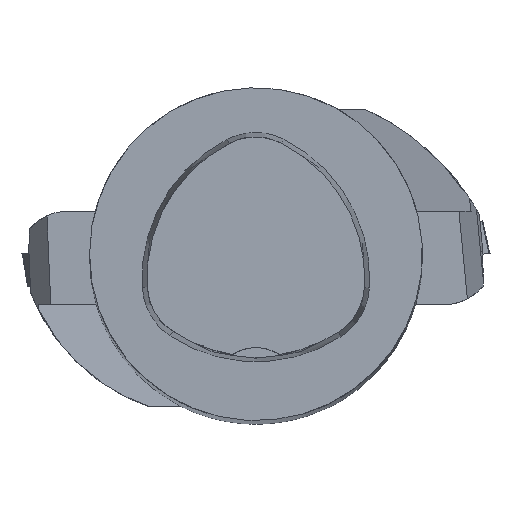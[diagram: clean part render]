
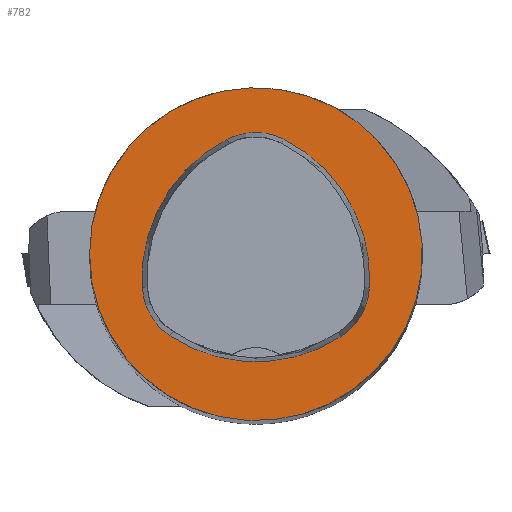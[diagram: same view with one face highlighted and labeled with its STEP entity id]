
A CAD part, top view. The second image highlights one B-rep face of the part: STEP entity #782.
In plain terms, the highlighted planar face has unit normal (0, 0, 1).
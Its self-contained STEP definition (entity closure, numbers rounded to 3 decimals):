
#415=FACE_BOUND('',#1299,.T.);
#416=FACE_BOUND('',#1300,.T.);
#623=CIRCLE('',#4048,16.);
#624=CIRCLE('',#4054,15.);
#626=CIRCLE('',#4057,6.);
#628=CIRCLE('',#4060,15.);
#630=CIRCLE('',#4063,6.);
#634=CIRCLE('',#4068,15.);
#636=CIRCLE('',#4071,6.);
#782=ADVANCED_FACE('',(#415,#416),#928,.T.);
#928=PLANE('',#4076);
#1299=EDGE_LOOP('',(#2075,#2076,#2077,#2078,#2079,#2080));
#1300=EDGE_LOOP('',(#2081));
#2075=ORIENTED_EDGE('',*,*,#3007,.T.);
#2076=ORIENTED_EDGE('',*,*,#2987,.T.);
#2077=ORIENTED_EDGE('',*,*,#2991,.T.);
#2078=ORIENTED_EDGE('',*,*,#2994,.T.);
#2079=ORIENTED_EDGE('',*,*,#2997,.T.);
#2080=ORIENTED_EDGE('',*,*,#3005,.T.);
#2081=ORIENTED_EDGE('',*,*,#2968,.F.);
#2547=VERTEX_POINT('',#6194);
#2564=VERTEX_POINT('',#6267);
#2565=VERTEX_POINT('',#6268);
#2568=VERTEX_POINT('',#6276);
#2570=VERTEX_POINT('',#6282);
#2572=VERTEX_POINT('',#6288);
#2579=VERTEX_POINT('',#6309);
#2968=EDGE_CURVE('',#2547,#2547,#623,.T.);
#2987=EDGE_CURVE('',#2564,#2565,#624,.T.);
#2991=EDGE_CURVE('',#2565,#2568,#626,.T.);
#2994=EDGE_CURVE('',#2568,#2570,#628,.T.);
#2997=EDGE_CURVE('',#2570,#2572,#630,.T.);
#3005=EDGE_CURVE('',#2572,#2579,#634,.T.);
#3007=EDGE_CURVE('',#2579,#2564,#636,.T.);
#4048=AXIS2_PLACEMENT_3D('',#6193,#4780,#4781);
#4054=AXIS2_PLACEMENT_3D('',#6266,#4802,#4803);
#4057=AXIS2_PLACEMENT_3D('',#6275,#4810,#4811);
#4060=AXIS2_PLACEMENT_3D('',#6281,#4817,#4818);
#4063=AXIS2_PLACEMENT_3D('',#6287,#4824,#4825);
#4068=AXIS2_PLACEMENT_3D('',#6310,#4836,#4837);
#4071=AXIS2_PLACEMENT_3D('',#6313,#4842,#4843);
#4076=AXIS2_PLACEMENT_3D('',#6318,#4852,#4853);
#4780=DIRECTION('',(0.,0.,-1.));
#4781=DIRECTION('',(-1.,0.,0.));
#4802=DIRECTION('',(0.,0.,-1.));
#4803=DIRECTION('',(-1.,0.,0.));
#4810=DIRECTION('',(0.,0.,-1.));
#4811=DIRECTION('',(-1.,0.,0.));
#4817=DIRECTION('',(0.,0.,-1.));
#4818=DIRECTION('',(-1.,0.,0.));
#4824=DIRECTION('',(0.,0.,-1.));
#4825=DIRECTION('',(-1.,0.,0.));
#4836=DIRECTION('',(0.,0.,-1.));
#4837=DIRECTION('',(-1.,0.,0.));
#4842=DIRECTION('',(0.,0.,-1.));
#4843=DIRECTION('',(-1.,0.,0.));
#4852=DIRECTION('',(0.,0.,1.));
#4853=DIRECTION('',(-1.,0.,0.));
#6193=CARTESIAN_POINT('',(0.,0.,0.));
#6194=CARTESIAN_POINT('',(-16.,0.,0.));
#6266=CARTESIAN_POINT('',(4.048,-2.316,0.));
#6267=CARTESIAN_POINT('',(-10.926,-3.206,0.));
#6268=CARTESIAN_POINT('',(-2.774,11.043,0.));
#6275=CARTESIAN_POINT('',(-0.045,5.7,0.));
#6276=CARTESIAN_POINT('',(2.638,11.066,0.));
#6281=CARTESIAN_POINT('',(-4.07,-2.35,0.));
#6282=CARTESIAN_POINT('',(10.903,-3.249,0.));
#6287=CARTESIAN_POINT('',(4.914,-2.889,0.));
#6288=CARTESIAN_POINT('',(8.177,-7.924,0.));
#6309=CARTESIAN_POINT('',(-8.24,-7.859,0.));
#6310=CARTESIAN_POINT('',(0.019,4.663,0.));
#6313=CARTESIAN_POINT('',(-4.936,-2.85,0.));
#6318=CARTESIAN_POINT('',(0.,0.,0.));
